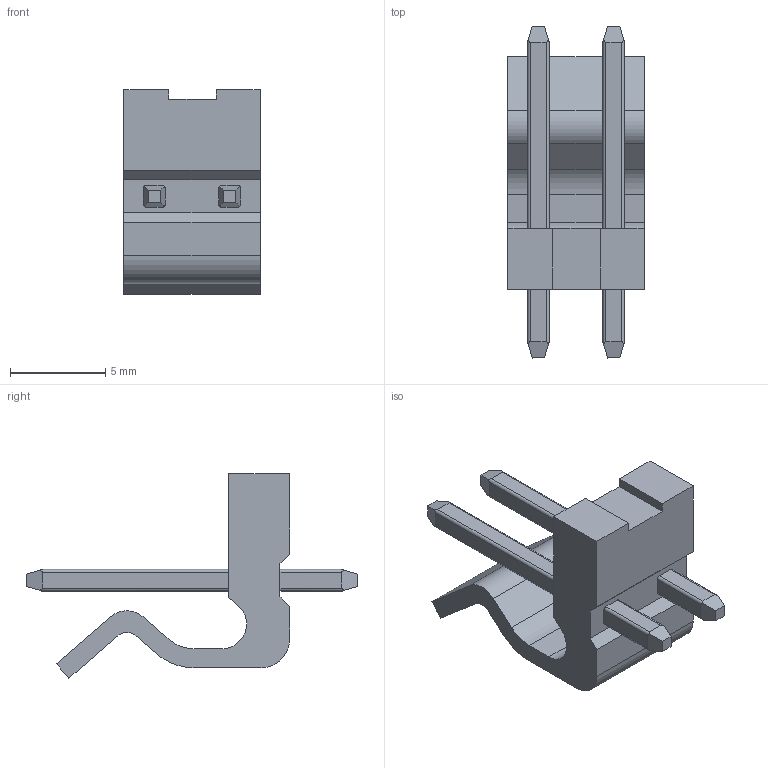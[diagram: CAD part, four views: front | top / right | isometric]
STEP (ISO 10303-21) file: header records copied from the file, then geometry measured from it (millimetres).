
FILE_DESCRIPTION((''),'1');
FILE_NAME('09-65-2028','2001-02-19T',('Gopalan'),(''),'PRO/ENGINEER BY PARAMETRIC TECHNOLOGY CORPORATION, 9902','PRO/ENGINEER BY PARAMETRIC TECHNOLOGY CORPORATION, 9902','');
FILE_SCHEMA(('CONFIG_CONTROL_DESIGN'));
Length unit declared in the file: millimetre
Products named in the file (1): 09-65-2028
Bounding box: 7.16 x 17.45 x 10.75 mm (x, y, z)
Surface area: 544.2 mm2 (no closed solid volume)
Topology: 0 solids, 0 shells, 79 faces, 438 edges, 438 vertices
Faces by surface type: plane 57, cylinder 22
Entity records: 2355 total; most frequent: CARTESIAN_POINT 586, COMPOSITE_CURVE_SEGMENT 438, DIRECTION 373, TRIMMED_CURVE 187, VECTOR 159, LINE 159, AXIS2_PLACEMENT_3D 107, CURVE_BOUNDED_SURFACE 79
